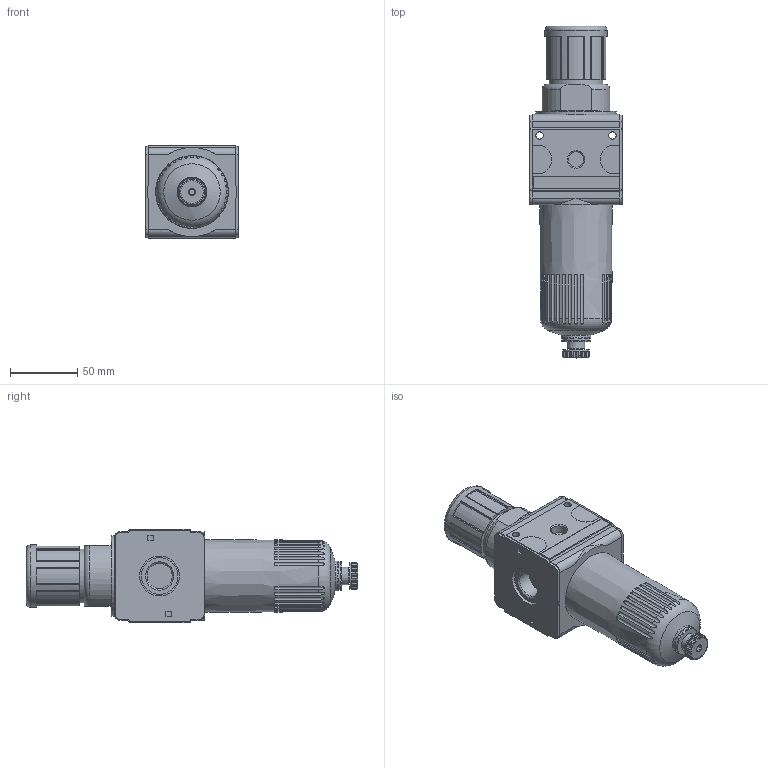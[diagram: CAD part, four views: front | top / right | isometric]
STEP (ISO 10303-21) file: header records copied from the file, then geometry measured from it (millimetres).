
FILE_DESCRIPTION(/* description */ ('STEP AP214'),/* implementation_level */ '2;1');
FILE_NAME(/* name */ '003163',/* time_stamp */ '2026-03-16T09:46:01+01:00',/* author */ ('License CC BY-ND 4.0'),/* organization */ ('CADENAS'),/* preprocessor_version */ 'ST-DEVELOPER v20',/* originating_system */ 'PARTsolutions',/* authorisation */ ' ');
FILE_SCHEMA (('AUTOMOTIVE_DESIGN {1 0 10303 214 3 1 1}'));
Length unit declared in the file: millimetre
Products named in the file (3): 003163; C 33-K 3-HA-00000-G; C 33-K 3-HA--P1
Assembly tree (2 placements, depth 2):
  003163
    C 33-K 3-HA-00000-G
    C 33-K 3-HA--P1
Bounding box: 68.8 x 246 x 69.2 mm (x, y, z)
Volume: 621802.4 mm3; surface area: 64875.8 mm2
Topology: 2 solids, 2 shells, 417 faces, 1142 edges, 757 vertices
Faces by surface type: plane 229, cylinder 170, cone 10, torus 7, sphere 1
Full cylindrical faces by diameter (mm): 3.2 x2, 4 x1, 5.5 x2, 9.728 x1, 11.445 x1, 18.631 x2, 20 x1, 22 x1, 23 x1, 27.2 x1, 27.3 x1, 29.6 x2, 40 x1, 46 x1, 59.5 x1
Entity records: 16631 total; most frequent: CARTESIAN_POINT 3264, ORIENTED_EDGE 2180, DIRECTION 2152, EDGE_CURVE 1090, AXIS2_PLACEMENT_3D 821, VERTEX_POINT 740, LINE 510, VECTOR 510
